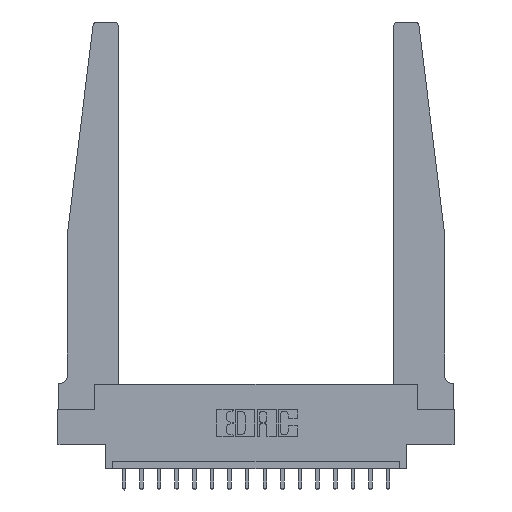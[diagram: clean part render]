
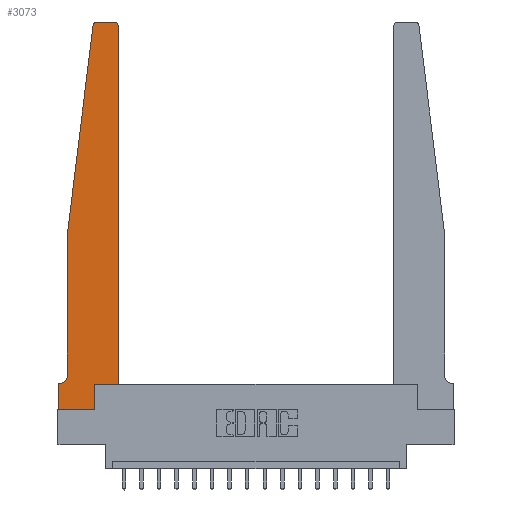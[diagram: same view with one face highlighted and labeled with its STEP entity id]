
A CAD part, top view. The second image highlights one B-rep face of the part: STEP entity #3073.
In plain terms, the highlighted planar face has unit normal (0, 0, 1).
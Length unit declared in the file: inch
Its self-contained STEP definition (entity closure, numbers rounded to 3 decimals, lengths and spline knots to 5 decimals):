
#113 = DIRECTION ( 'NONE',  ( -1., 0., 0. ) ) ;
#116 = LINE ( 'NONE', #12689, #15660 ) ;
#204 = AXIS2_PLACEMENT_3D ( 'NONE', #13170, #599, #14727 ) ;
#303 = CARTESIAN_POINT ( 'NONE',  ( 0.27653, 2.75, 0.37 ) ) ;
#400 = EDGE_CURVE ( 'NONE', #3921, #2669, #17266, .T. ) ;
#433 = VECTOR ( 'NONE', #10530, 39.37008 ) ;
#584 = CARTESIAN_POINT ( 'NONE',  ( 0.065, 1.25, 0.37 ) ) ;
#599 = DIRECTION ( 'NONE',  ( 0., 0., 1. ) ) ;
#1019 = VECTOR ( 'NONE', #1065, 39.37008 ) ;
#1037 = LINE ( 'NONE', #8922, #12134 ) ;
#1065 = DIRECTION ( 'NONE',  ( 1., 0., 0. ) ) ;
#1720 = DIRECTION ( 'NONE',  ( 1., 0., 0. ) ) ;
#1942 = DIRECTION ( 'NONE',  ( 0., 1., 0. ) ) ;
#2265 = CARTESIAN_POINT ( 'NONE',  ( 0.2605, 0., 0.37 ) ) ;
#2574 = CARTESIAN_POINT ( 'NONE',  ( 0.25, 2.75, 0.37 ) ) ;
#2669 = VERTEX_POINT ( 'NONE', #2265 ) ;
#2808 = CARTESIAN_POINT ( 'NONE',  ( 0., 0., 0.37 ) ) ;
#3073 = ADVANCED_FACE ( 'NONE', ( #11613 ), #14677, .T. ) ;
#3206 = ORIENTED_EDGE ( 'NONE', *, *, #12086, .T. ) ;
#3500 = VECTOR ( 'NONE', #15913, 39.37008 ) ;
#3735 = LINE ( 'NONE', #584, #433 ) ;
#3739 = EDGE_CURVE ( 'NONE', #2669, #13900, #8060, .T. ) ;
#3921 = VERTEX_POINT ( 'NONE', #8041 ) ;
#3943 = DIRECTION ( 'NONE',  ( -1., 0., 0. ) ) ;
#4156 = ORIENTED_EDGE ( 'NONE', *, *, #9213, .T. ) ;
#4499 = LINE ( 'NONE', #15421, #10524 ) ;
#5284 = VERTEX_POINT ( 'NONE', #303 ) ;
#5290 = CIRCLE ( 'NONE', #8842, 0.03 ) ;
#5313 = CARTESIAN_POINT ( 'NONE',  ( 0.425, 0.18, 0.37 ) ) ;
#5686 = DIRECTION ( 'NONE',  ( 0., 1., 0. ) ) ;
#5906 = ORIENTED_EDGE ( 'NONE', *, *, #7865, .T. ) ;
#5945 = DIRECTION ( 'NONE',  ( 0., 0., 1. ) ) ;
#6098 = LINE ( 'NONE', #13654, #1019 ) ;
#6191 = CARTESIAN_POINT ( 'NONE',  ( 0., 0., 0.37 ) ) ;
#6231 = CARTESIAN_POINT ( 'NONE',  ( 0.2605, 0.18, 0.37 ) ) ;
#6318 = ORIENTED_EDGE ( 'NONE', *, *, #3739, .T. ) ;
#6649 = VECTOR ( 'NONE', #11384, 39.37008 ) ;
#6713 = VECTOR ( 'NONE', #1942, 39.37008 ) ;
#6982 = CIRCLE ( 'NONE', #204, 0.03 ) ;
#7171 = CARTESIAN_POINT ( 'NONE',  ( 0.015, 0.2375, 0.37 ) ) ;
#7408 = VERTEX_POINT ( 'NONE', #13237 ) ;
#7533 = ORIENTED_EDGE ( 'NONE', *, *, #15962, .T. ) ;
#7659 = CARTESIAN_POINT ( 'NONE',  ( 0.2605, 0.18, 0.37 ) ) ;
#7661 = DIRECTION ( 'NONE',  ( 0., -1., 0. ) ) ;
#7705 = VERTEX_POINT ( 'NONE', #7919 ) ;
#7804 = VERTEX_POINT ( 'NONE', #5313 ) ;
#7865 = EDGE_CURVE ( 'NONE', #12111, #3921, #15984, .T. ) ;
#7919 = CARTESIAN_POINT ( 'NONE',  ( 0.24675, 2.72367, 0.37 ) ) ;
#7933 = ORIENTED_EDGE ( 'NONE', *, *, #400, .T. ) ;
#8041 = CARTESIAN_POINT ( 'NONE',  ( 0., 0., 0.37 ) ) ;
#8060 = LINE ( 'NONE', #7659, #6713 ) ;
#8347 = DIRECTION ( 'NONE',  ( -1., 0., 0. ) ) ;
#8495 = EDGE_CURVE ( 'NONE', #7705, #18120, #3735, .T. ) ;
#8739 = CIRCLE ( 'NONE', #9029, 0.05 ) ;
#8842 = AXIS2_PLACEMENT_3D ( 'NONE', #9255, #5945, #1720 ) ;
#8922 = CARTESIAN_POINT ( 'NONE',  ( 0.065, 1.25, 0.37 ) ) ;
#9000 = ORIENTED_EDGE ( 'NONE', *, *, #16379, .T. ) ;
#9029 = AXIS2_PLACEMENT_3D ( 'NONE', #7171, #17110, #113 ) ;
#9213 = EDGE_CURVE ( 'NONE', #5284, #7705, #5290, .T. ) ;
#9255 = CARTESIAN_POINT ( 'NONE',  ( 0.27653, 2.72, 0.37 ) ) ;
#9631 = AXIS2_PLACEMENT_3D ( 'NONE', #13118, #15995, #10365 ) ;
#10238 = VERTEX_POINT ( 'NONE', #13516 ) ;
#10365 = DIRECTION ( 'NONE',  ( 1., 0., 0. ) ) ;
#10394 = VECTOR ( 'NONE', #3943, 39.37008 ) ;
#10524 = VECTOR ( 'NONE', #8347, 39.37008 ) ;
#10530 = DIRECTION ( 'NONE',  ( -0.122, -0.992, 0. ) ) ;
#10628 = EDGE_CURVE ( 'NONE', #18120, #13038, #1037, .T. ) ;
#11384 = DIRECTION ( 'NONE',  ( 0., -1., 0. ) ) ;
#11613 = FACE_OUTER_BOUND ( 'NONE', #17739, .T. ) ;
#12086 = EDGE_CURVE ( 'NONE', #18001, #10238, #6982, .T. ) ;
#12111 = VERTEX_POINT ( 'NONE', #14793 ) ;
#12134 = VECTOR ( 'NONE', #7661, 39.37008 ) ;
#12689 = CARTESIAN_POINT ( 'NONE',  ( 0.425, 0.18, 0.37 ) ) ;
#13038 = VERTEX_POINT ( 'NONE', #15905 ) ;
#13118 = CARTESIAN_POINT ( 'NONE',  ( 0., 0.1875, 0.37 ) ) ;
#13170 = CARTESIAN_POINT ( 'NONE',  ( 0.395, 2.72, 0.37 ) ) ;
#13237 = CARTESIAN_POINT ( 'NONE',  ( 0.015, 0.1875, 0.37 ) ) ;
#13516 = CARTESIAN_POINT ( 'NONE',  ( 0.395, 2.75, 0.37 ) ) ;
#13654 = CARTESIAN_POINT ( 'NONE',  ( 0.425, 0.18, 0.37 ) ) ;
#13900 = VERTEX_POINT ( 'NONE', #6231 ) ;
#14135 = EDGE_CURVE ( 'NONE', #10238, #5284, #15050, .T. ) ;
#14485 = ORIENTED_EDGE ( 'NONE', *, *, #8495, .T. ) ;
#14677 = PLANE ( 'NONE',  #9631 ) ;
#14727 = DIRECTION ( 'NONE',  ( 1., 0., 0. ) ) ;
#14793 = CARTESIAN_POINT ( 'NONE',  ( 0., 0.1875, 0.37 ) ) ;
#14910 = ORIENTED_EDGE ( 'NONE', *, *, #16039, .T. ) ;
#15050 = LINE ( 'NONE', #2574, #10394 ) ;
#15171 = EDGE_CURVE ( 'NONE', #13900, #7804, #6098, .T. ) ;
#15421 = CARTESIAN_POINT ( 'NONE',  ( 0.065, 0.1875, 0.37 ) ) ;
#15660 = VECTOR ( 'NONE', #5686, 39.37008 ) ;
#15905 = CARTESIAN_POINT ( 'NONE',  ( 0.065, 0.2375, 0.37 ) ) ;
#15913 = DIRECTION ( 'NONE',  ( 1., 0., 0. ) ) ;
#15962 = EDGE_CURVE ( 'NONE', #7804, #18001, #116, .T. ) ;
#15984 = LINE ( 'NONE', #2808, #6649 ) ;
#15995 = DIRECTION ( 'NONE',  ( 0., 0., 1. ) ) ;
#16039 = EDGE_CURVE ( 'NONE', #13038, #7408, #8739, .T. ) ;
#16379 = EDGE_CURVE ( 'NONE', #7408, #12111, #4499, .T. ) ;
#16717 = ORIENTED_EDGE ( 'NONE', *, *, #14135, .T. ) ;
#16900 = CARTESIAN_POINT ( 'NONE',  ( 0.425, 2.72, 0.37 ) ) ;
#17110 = DIRECTION ( 'NONE',  ( 0., 0., -1. ) ) ;
#17185 = CARTESIAN_POINT ( 'NONE',  ( 0.065, 1.25, 0.37 ) ) ;
#17266 = LINE ( 'NONE', #6191, #3500 ) ;
#17739 = EDGE_LOOP ( 'NONE', ( #16717, #4156, #14485, #17973, #14910, #9000, #5906, #7933, #6318, #18190, #7533, #3206 ) ) ;
#17973 = ORIENTED_EDGE ( 'NONE', *, *, #10628, .T. ) ;
#18001 = VERTEX_POINT ( 'NONE', #16900 ) ;
#18120 = VERTEX_POINT ( 'NONE', #17185 ) ;
#18190 = ORIENTED_EDGE ( 'NONE', *, *, #15171, .T. ) ;
